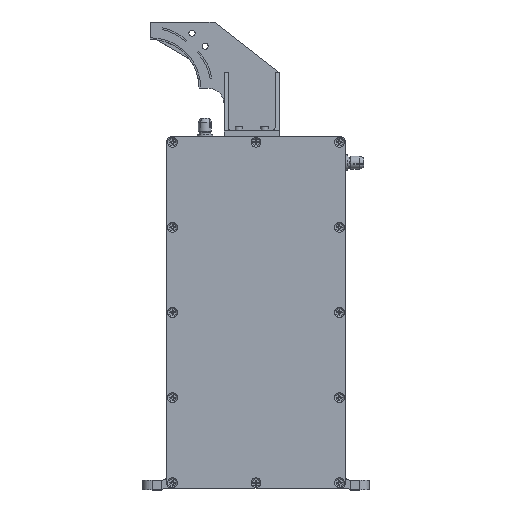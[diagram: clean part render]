
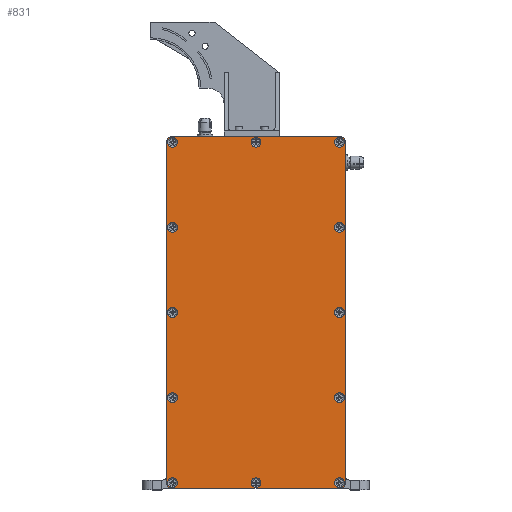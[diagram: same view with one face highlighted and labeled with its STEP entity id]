
A CAD part, top view. The second image highlights one B-rep face of the part: STEP entity #831.
In plain terms, the highlighted planar face has unit normal (0, 0, 1).
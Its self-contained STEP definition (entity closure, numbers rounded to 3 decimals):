
#619=FACE_BOUND('',#1501,.T.);
#620=FACE_BOUND('',#1502,.T.);
#621=FACE_BOUND('',#1503,.T.);
#622=FACE_BOUND('',#1504,.T.);
#623=FACE_BOUND('',#1505,.T.);
#624=FACE_BOUND('',#1506,.T.);
#625=FACE_BOUND('',#1507,.T.);
#626=FACE_BOUND('',#1508,.T.);
#627=FACE_BOUND('',#1509,.T.);
#628=FACE_BOUND('',#1510,.T.);
#629=FACE_BOUND('',#1511,.T.);
#630=FACE_BOUND('',#1512,.T.);
#631=FACE_BOUND('',#1513,.T.);
#831=ADVANCED_FACE('',(#619,#620,#621,#622,#623,#624,#625,#626,#627,#628,
#629,#630,#631),#1059,.T.);
#1059=PLANE('',#5537);
#1501=EDGE_LOOP('',(#2257));
#1502=EDGE_LOOP('',(#2258));
#1503=EDGE_LOOP('',(#2259));
#1504=EDGE_LOOP('',(#2260));
#1505=EDGE_LOOP('',(#2261));
#1506=EDGE_LOOP('',(#2262));
#1507=EDGE_LOOP('',(#2263));
#1508=EDGE_LOOP('',(#2264));
#1509=EDGE_LOOP('',(#2265));
#1510=EDGE_LOOP('',(#2266));
#1511=EDGE_LOOP('',(#2267));
#1512=EDGE_LOOP('',(#2268));
#1513=EDGE_LOOP('',(#2269,#2270,#2271,#2272,#2273,#2274,#2275,#2276));
#2257=ORIENTED_EDGE('',*,*,#3801,.T.);
#2258=ORIENTED_EDGE('',*,*,#3802,.T.);
#2259=ORIENTED_EDGE('',*,*,#3803,.T.);
#2260=ORIENTED_EDGE('',*,*,#3804,.T.);
#2261=ORIENTED_EDGE('',*,*,#3805,.T.);
#2262=ORIENTED_EDGE('',*,*,#3806,.T.);
#2263=ORIENTED_EDGE('',*,*,#3807,.T.);
#2264=ORIENTED_EDGE('',*,*,#3808,.T.);
#2265=ORIENTED_EDGE('',*,*,#3809,.T.);
#2266=ORIENTED_EDGE('',*,*,#3810,.T.);
#2267=ORIENTED_EDGE('',*,*,#3811,.T.);
#2268=ORIENTED_EDGE('',*,*,#3812,.T.);
#2269=ORIENTED_EDGE('',*,*,#3796,.T.);
#2270=ORIENTED_EDGE('',*,*,#3813,.T.);
#2271=ORIENTED_EDGE('',*,*,#3798,.T.);
#2272=ORIENTED_EDGE('',*,*,#3814,.T.);
#2273=ORIENTED_EDGE('',*,*,#3790,.T.);
#2274=ORIENTED_EDGE('',*,*,#3815,.T.);
#2275=ORIENTED_EDGE('',*,*,#3793,.T.);
#2276=ORIENTED_EDGE('',*,*,#3816,.T.);
#3258=VERTEX_POINT('',#7932);
#3259=VERTEX_POINT('',#7934);
#3260=VERTEX_POINT('',#7938);
#3261=VERTEX_POINT('',#7940);
#3262=VERTEX_POINT('',#7944);
#3263=VERTEX_POINT('',#7946);
#3264=VERTEX_POINT('',#7950);
#3265=VERTEX_POINT('',#7951);
#3266=VERTEX_POINT('',#7956);
#3267=VERTEX_POINT('',#7958);
#3268=VERTEX_POINT('',#7960);
#3269=VERTEX_POINT('',#7962);
#3270=VERTEX_POINT('',#7964);
#3271=VERTEX_POINT('',#7966);
#3272=VERTEX_POINT('',#7968);
#3273=VERTEX_POINT('',#7970);
#3274=VERTEX_POINT('',#7972);
#3275=VERTEX_POINT('',#7974);
#3276=VERTEX_POINT('',#7976);
#3277=VERTEX_POINT('',#7978);
#3790=EDGE_CURVE('',#3259,#3258,#4314,.T.);
#3793=EDGE_CURVE('',#3261,#3260,#4317,.T.);
#3796=EDGE_CURVE('',#3263,#3262,#4320,.T.);
#3798=EDGE_CURVE('',#3264,#3265,#4322,.T.);
#3801=EDGE_CURVE('',#3266,#3266,#5069,.T.);
#3802=EDGE_CURVE('',#3267,#3267,#5070,.T.);
#3803=EDGE_CURVE('',#3268,#3268,#5071,.T.);
#3804=EDGE_CURVE('',#3269,#3269,#5072,.T.);
#3805=EDGE_CURVE('',#3270,#3270,#5073,.T.);
#3806=EDGE_CURVE('',#3271,#3271,#5074,.T.);
#3807=EDGE_CURVE('',#3272,#3272,#5075,.T.);
#3808=EDGE_CURVE('',#3273,#3273,#5076,.T.);
#3809=EDGE_CURVE('',#3274,#3274,#5077,.T.);
#3810=EDGE_CURVE('',#3275,#3275,#5078,.T.);
#3811=EDGE_CURVE('',#3276,#3276,#5079,.T.);
#3812=EDGE_CURVE('',#3277,#3277,#5080,.T.);
#3813=EDGE_CURVE('',#3262,#3264,#5081,.T.);
#3814=EDGE_CURVE('',#3265,#3259,#5082,.T.);
#3815=EDGE_CURVE('',#3258,#3261,#5083,.T.);
#3816=EDGE_CURVE('',#3260,#3263,#5084,.T.);
#4314=LINE('',#7933,#4653);
#4317=LINE('',#7939,#4656);
#4320=LINE('',#7945,#4659);
#4322=LINE('',#7949,#4661);
#4653=VECTOR('',#6464,1.);
#4656=VECTOR('',#6469,1.);
#4659=VECTOR('',#6474,1.);
#4661=VECTOR('',#6478,1.);
#5069=CIRCLE('',#5521,3.);
#5070=CIRCLE('',#5522,3.);
#5071=CIRCLE('',#5523,3.);
#5072=CIRCLE('',#5524,3.);
#5073=CIRCLE('',#5525,3.);
#5074=CIRCLE('',#5526,3.);
#5075=CIRCLE('',#5527,3.);
#5076=CIRCLE('',#5528,3.);
#5077=CIRCLE('',#5529,3.);
#5078=CIRCLE('',#5530,3.);
#5079=CIRCLE('',#5531,3.);
#5080=CIRCLE('',#5532,3.);
#5081=CIRCLE('',#5533,3.);
#5082=CIRCLE('',#5534,3.);
#5083=CIRCLE('',#5535,3.);
#5084=CIRCLE('',#5536,3.);
#5521=AXIS2_PLACEMENT_3D('',#7955,#6483,#6484);
#5522=AXIS2_PLACEMENT_3D('',#7957,#6485,#6486);
#5523=AXIS2_PLACEMENT_3D('',#7959,#6487,#6488);
#5524=AXIS2_PLACEMENT_3D('',#7961,#6489,#6490);
#5525=AXIS2_PLACEMENT_3D('',#7963,#6491,#6492);
#5526=AXIS2_PLACEMENT_3D('',#7965,#6493,#6494);
#5527=AXIS2_PLACEMENT_3D('',#7967,#6495,#6496);
#5528=AXIS2_PLACEMENT_3D('',#7969,#6497,#6498);
#5529=AXIS2_PLACEMENT_3D('',#7971,#6499,#6500);
#5530=AXIS2_PLACEMENT_3D('',#7973,#6501,#6502);
#5531=AXIS2_PLACEMENT_3D('',#7975,#6503,#6504);
#5532=AXIS2_PLACEMENT_3D('',#7977,#6505,#6506);
#5533=AXIS2_PLACEMENT_3D('',#7979,#6507,#6508);
#5534=AXIS2_PLACEMENT_3D('',#7980,#6509,#6510);
#5535=AXIS2_PLACEMENT_3D('',#7981,#6511,#6512);
#5536=AXIS2_PLACEMENT_3D('',#7982,#6513,#6514);
#5537=AXIS2_PLACEMENT_3D('',#7983,#6515,#6516);
#6464=DIRECTION('',(-1.,0.,0.));
#6469=DIRECTION('',(0.,-1.,0.));
#6474=DIRECTION('',(1.,0.,0.));
#6478=DIRECTION('',(0.,1.,0.));
#6483=DIRECTION('',(0.,0.,-1.));
#6484=DIRECTION('',(-1.,0.,0.));
#6485=DIRECTION('',(0.,0.,-1.));
#6486=DIRECTION('',(-1.,0.,0.));
#6487=DIRECTION('',(0.,0.,-1.));
#6488=DIRECTION('',(-1.,0.,0.));
#6489=DIRECTION('',(0.,0.,-1.));
#6490=DIRECTION('',(-1.,0.,0.));
#6491=DIRECTION('',(0.,0.,-1.));
#6492=DIRECTION('',(-1.,0.,0.));
#6493=DIRECTION('',(0.,0.,-1.));
#6494=DIRECTION('',(-1.,0.,0.));
#6495=DIRECTION('',(0.,0.,-1.));
#6496=DIRECTION('',(-1.,0.,0.));
#6497=DIRECTION('',(0.,0.,-1.));
#6498=DIRECTION('',(-1.,0.,0.));
#6499=DIRECTION('',(0.,0.,-1.));
#6500=DIRECTION('',(-1.,0.,0.));
#6501=DIRECTION('',(0.,0.,-1.));
#6502=DIRECTION('',(-1.,0.,0.));
#6503=DIRECTION('',(0.,0.,-1.));
#6504=DIRECTION('',(-1.,0.,0.));
#6505=DIRECTION('',(0.,0.,-1.));
#6506=DIRECTION('',(-1.,0.,0.));
#6507=DIRECTION('',(0.,0.,1.));
#6508=DIRECTION('',(1.,0.,0.));
#6509=DIRECTION('',(0.,0.,1.));
#6510=DIRECTION('',(1.,0.,0.));
#6511=DIRECTION('',(0.,0.,1.));
#6512=DIRECTION('',(1.,0.,0.));
#6513=DIRECTION('',(0.,0.,1.));
#6514=DIRECTION('',(1.,0.,0.));
#6515=DIRECTION('',(0.,0.,1.));
#6516=DIRECTION('',(1.,0.,0.));
#7932=CARTESIAN_POINT('',(-52.,217.,2.));
#7933=CARTESIAN_POINT('',(55.,217.,2.));
#7934=CARTESIAN_POINT('',(52.,217.,2.));
#7938=CARTESIAN_POINT('',(-55.,3.,2.));
#7939=CARTESIAN_POINT('',(-55.,217.,2.));
#7940=CARTESIAN_POINT('',(-55.,214.,2.));
#7944=CARTESIAN_POINT('',(52.,0.,2.));
#7945=CARTESIAN_POINT('',(-55.,0.,2.));
#7946=CARTESIAN_POINT('',(-52.,0.,2.));
#7949=CARTESIAN_POINT('',(55.,0.,2.));
#7950=CARTESIAN_POINT('',(55.,3.,2.));
#7951=CARTESIAN_POINT('',(55.,214.,2.));
#7955=CARTESIAN_POINT('',(0.,213.5,2.));
#7956=CARTESIAN_POINT('',(-3.,213.5,2.));
#7957=CARTESIAN_POINT('',(51.5,213.5,2.));
#7958=CARTESIAN_POINT('',(48.5,213.5,2.));
#7959=CARTESIAN_POINT('',(51.5,161.,2.));
#7960=CARTESIAN_POINT('',(48.5,161.,2.));
#7961=CARTESIAN_POINT('',(51.5,108.5,2.));
#7962=CARTESIAN_POINT('',(48.5,108.5,2.));
#7963=CARTESIAN_POINT('',(51.5,56.,2.));
#7964=CARTESIAN_POINT('',(48.5,56.,2.));
#7965=CARTESIAN_POINT('',(51.5,3.5,2.));
#7966=CARTESIAN_POINT('',(48.5,3.5,2.));
#7967=CARTESIAN_POINT('',(0.,3.5,2.));
#7968=CARTESIAN_POINT('',(-3.,3.5,2.));
#7969=CARTESIAN_POINT('',(-51.5,3.5,2.));
#7970=CARTESIAN_POINT('',(-54.5,3.5,2.));
#7971=CARTESIAN_POINT('',(-51.5,56.,2.));
#7972=CARTESIAN_POINT('',(-54.5,56.,2.));
#7973=CARTESIAN_POINT('',(-51.5,108.5,2.));
#7974=CARTESIAN_POINT('',(-54.5,108.5,2.));
#7975=CARTESIAN_POINT('',(-51.5,161.,2.));
#7976=CARTESIAN_POINT('',(-54.5,161.,2.));
#7977=CARTESIAN_POINT('',(-51.5,213.5,2.));
#7978=CARTESIAN_POINT('',(-54.5,213.5,2.));
#7979=CARTESIAN_POINT('',(52.,3.,2.));
#7980=CARTESIAN_POINT('',(52.,214.,2.));
#7981=CARTESIAN_POINT('',(-52.,214.,2.));
#7982=CARTESIAN_POINT('',(-52.,3.,2.));
#7983=CARTESIAN_POINT('',(0.,0.,2.));
